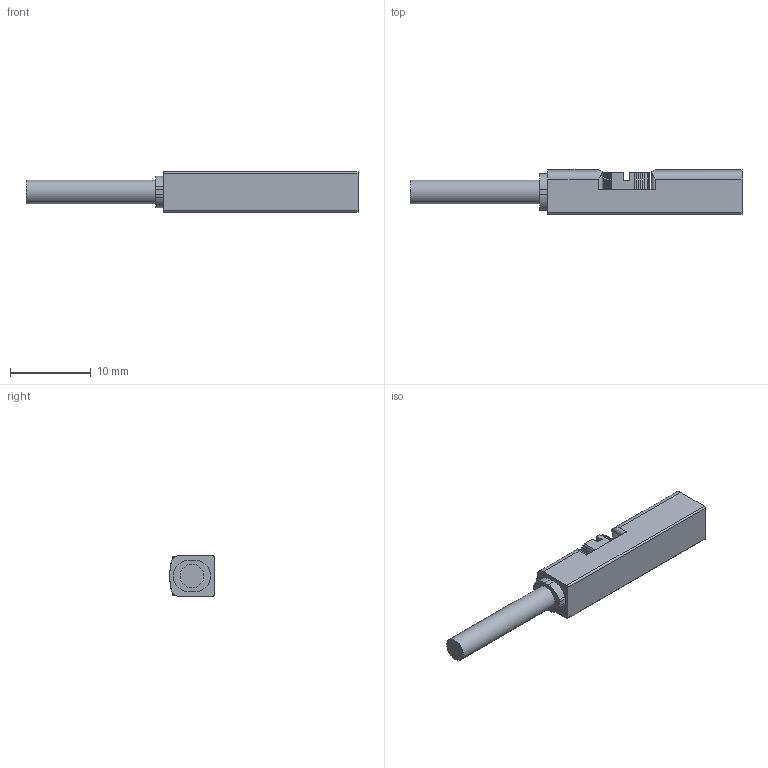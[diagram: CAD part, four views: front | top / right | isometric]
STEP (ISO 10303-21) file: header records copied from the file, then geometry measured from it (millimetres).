
FILE_DESCRIPTION( ( 'STEP AP203' ), '1' );
FILE_NAME( 'SICK MZT8-2V8-N-KW0-Order no.1069424.stp', '2018-12-17T14:03:00', ( '' ), ( '' ), ' ', 'PARTsolutions', ' ' );
FILE_SCHEMA( ( 'CONFIG_CONTROL_DESIGN' ) );
Length unit declared in the file: millimetre
Products named in the file (2): SICK MZT8-2V8-N-KW0-Order no.1069424; _SICK MZT8-2V8-N-KW0-Order-No.1069424-1
Assembly tree (1 placements, depth 2):
  SICK MZT8-2V8-N-KW0-Order no.1069424
    _SICK MZT8-2V8-N-KW0-Order-No.1069424-1
Bounding box: 41 x 5.5 x 5 mm (x, y, z)
Volume: 719.7 mm3; surface area: 742.4 mm2
Topology: 1 solids, 1 shells, 164 faces, 477 edges, 318 vertices
Faces by surface type: plane 105, cylinder 59
Full cylindrical faces by diameter (mm): 2.9 x1
Entity records: 5531 total; most frequent: CARTESIAN_POINT 1030, ORIENTED_EDGE 952, DIRECTION 904, EDGE_CURVE 476, LINE 360, VECTOR 360, VERTEX_POINT 318, AXIS2_PLACEMENT_3D 272
